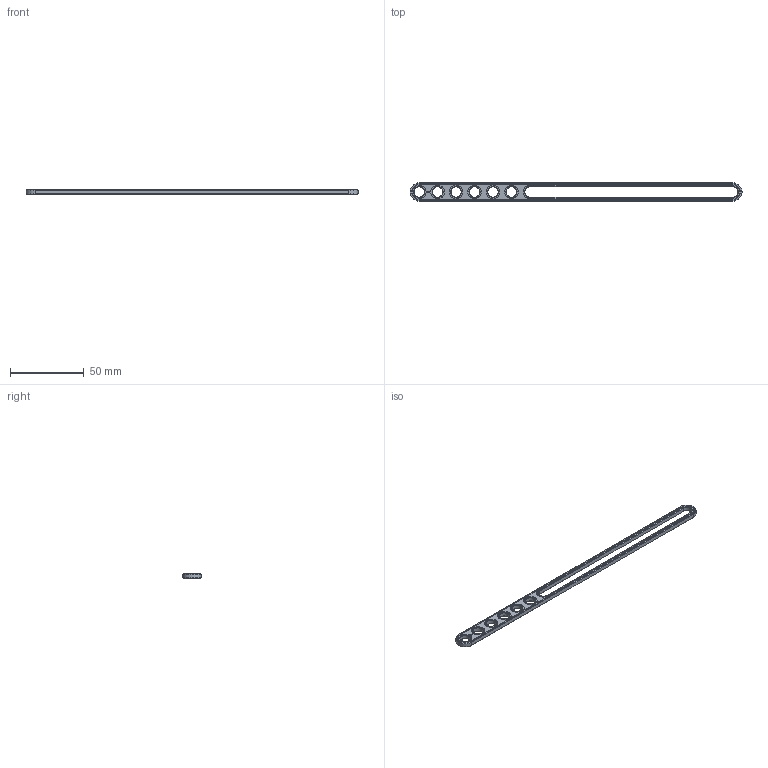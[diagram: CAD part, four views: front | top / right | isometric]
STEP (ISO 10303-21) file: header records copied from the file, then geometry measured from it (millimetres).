
FILE_DESCRIPTION(('FreeCAD Model'),'2;1');
FILE_NAME('Open CASCADE Shape Model','2021-02-26T21:56:07',( 'Paulo Kiefe'),('STEMFIE.org'),'Open CASCADE STEP processor 7.4', 'FreeCAD','Unknown');
FILE_SCHEMA(('AUTOMOTIVE_DESIGN { 1 0 10303 214 1 1 1 1 }'));
Length unit declared in the file: millimetre
Products named in the file (1): Brace_STR_SLT_SE_ERR_-_BU18x01x00.25x12_SPN-BRC-0252_(stemfie.org)
Bounding box: 225 x 12.5 x 3.12 mm (x, y, z)
Volume: 4645.5 mm3; surface area: 5760.8 mm2
Topology: 1 solids, 1 shells, 576 faces, 1580 edges, 1046 vertices
Faces by surface type: plane 338, extrusion 198, cone 20, cylinder 20
Full cylindrical faces by diameter (mm): 7 x6, 9.2 x6
Entity records: 40205 total; most frequent: CARTESIAN_POINT 10098, DIRECTION 4754, VECTOR 3836, LINE 3638, ORIENTED_EDGE 3160, PCURVE 3160, DEFINITIONAL_REPRESENTATION 3160, EDGE_CURVE 1580
